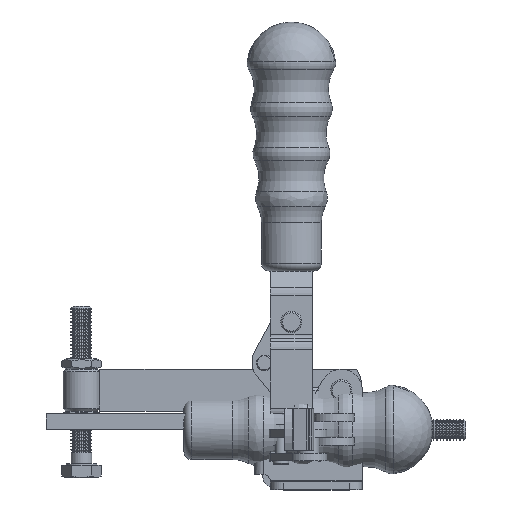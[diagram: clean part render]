
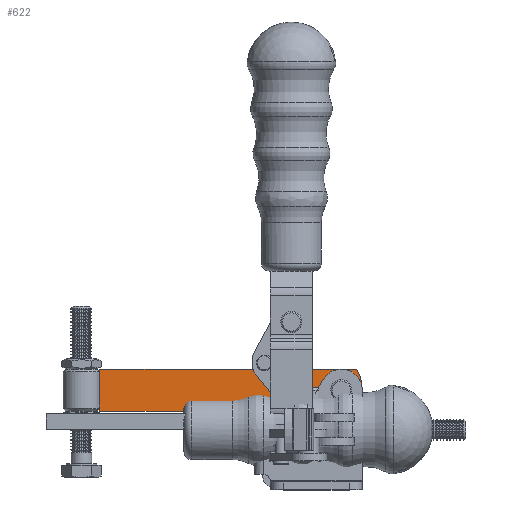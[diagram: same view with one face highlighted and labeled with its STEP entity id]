
A CAD part, top view. The second image highlights one B-rep face of the part: STEP entity #622.
In plain terms, the highlighted face is planar.
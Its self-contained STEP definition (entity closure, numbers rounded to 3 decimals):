
#622 = ADVANCED_FACE( '', ( #1699, #1700, #1701 ), #1702, .T. );
#1699 = FACE_BOUND( '', #3598, .T. );
#1700 = FACE_BOUND( '', #3599, .T. );
#1701 = FACE_OUTER_BOUND( '', #3600, .T. );
#1702 = PLANE( '', #3601 );
#3598 = EDGE_LOOP( '', ( #5517 ) );
#3599 = EDGE_LOOP( '', ( #5518 ) );
#3600 = EDGE_LOOP( '', ( #5519, #5520, #5521, #5522 ) );
#3601 = AXIS2_PLACEMENT_3D( '', #5523, #5524, #5525 );
#5517 = ORIENTED_EDGE( '', *, *, #9042, .F. );
#5518 = ORIENTED_EDGE( '', *, *, #9043, .F. );
#5519 = ORIENTED_EDGE( '', *, *, #9044, .T. );
#5520 = ORIENTED_EDGE( '', *, *, #9045, .T. );
#5521 = ORIENTED_EDGE( '', *, *, #9046, .T. );
#5522 = ORIENTED_EDGE( '', *, *, #9047, .T. );
#5523 = CARTESIAN_POINT( '', ( -16., 0., 0. ) );
#5524 = DIRECTION( '', ( 0., -1., 0. ) );
#5525 = DIRECTION( '', ( 0., 0., -1. ) );
#9042 = EDGE_CURVE( '', #10333, #10333, #10334, .T. );
#9043 = EDGE_CURVE( '', #10335, #10335, #10336, .T. );
#9044 = EDGE_CURVE( '', #10337, #10338, #10339, .T. );
#9045 = EDGE_CURVE( '', #10338, #10340, #10341, .T. );
#9046 = EDGE_CURVE( '', #10340, #10342, #10343, .T. );
#9047 = EDGE_CURVE( '', #10342, #10337, #10344, .T. );
#10333 = VERTEX_POINT( '', #12259 );
#10334 = CIRCLE( '', #12260, 3.01 );
#10335 = VERTEX_POINT( '', #12261 );
#10336 = CIRCLE( '', #12262, 3.01 );
#10337 = VERTEX_POINT( '', #12263 );
#10338 = VERTEX_POINT( '', #12264 );
#10339 = CIRCLE( '', #12265, 16. );
#10340 = VERTEX_POINT( '', #12266 );
#10341 = LINE( '', #12267, #12268 );
#10342 = VERTEX_POINT( '', #12269 );
#10343 = LINE( '', #12270, #12271 );
#10344 = LINE( '', #12272, #12273 );
#12259 = CARTESIAN_POINT( '', ( -11.01, 0., 0. ) );
#12260 = AXIS2_PLACEMENT_3D( '', #14845, #14846, #14847 );
#12261 = CARTESIAN_POINT( '', ( -29.71, 0., 0. ) );
#12262 = AXIS2_PLACEMENT_3D( '', #14848, #14849, #14850 );
#12263 = CARTESIAN_POINT( '', ( -2.144, 0., -8. ) );
#12264 = CARTESIAN_POINT( '', ( -2.144, 0., 8. ) );
#12265 = AXIS2_PLACEMENT_3D( '', #14851, #14852, #14853 );
#12266 = CARTESIAN_POINT( '', ( -100., 0., 8. ) );
#12267 = CARTESIAN_POINT( '', ( -2.144, 0., 8. ) );
#12268 = VECTOR( '', #14854, 1000. );
#12269 = CARTESIAN_POINT( '', ( -100., 0., -8. ) );
#12270 = CARTESIAN_POINT( '', ( -100., 0., 8. ) );
#12271 = VECTOR( '', #14855, 1000. );
#12272 = CARTESIAN_POINT( '', ( -100., 0., -8. ) );
#12273 = VECTOR( '', #14856, 1000. );
#14845 = CARTESIAN_POINT( '', ( -8., 0., 0. ) );
#14846 = DIRECTION( '', ( 0., -1., 0. ) );
#14847 = DIRECTION( '', ( -1., 0., 0. ) );
#14848 = CARTESIAN_POINT( '', ( -26.7, 0., 0. ) );
#14849 = DIRECTION( '', ( 0., -1., 0. ) );
#14850 = DIRECTION( '', ( -1., 0., 0. ) );
#14851 = CARTESIAN_POINT( '', ( -16., 0., 0. ) );
#14852 = DIRECTION( '', ( 0., -1., 0. ) );
#14853 = DIRECTION( '', ( -1., 0., 0. ) );
#14854 = DIRECTION( '', ( -1., 0., 0. ) );
#14855 = DIRECTION( '', ( 0., 0., -1. ) );
#14856 = DIRECTION( '', ( 1., 0., 0. ) );
